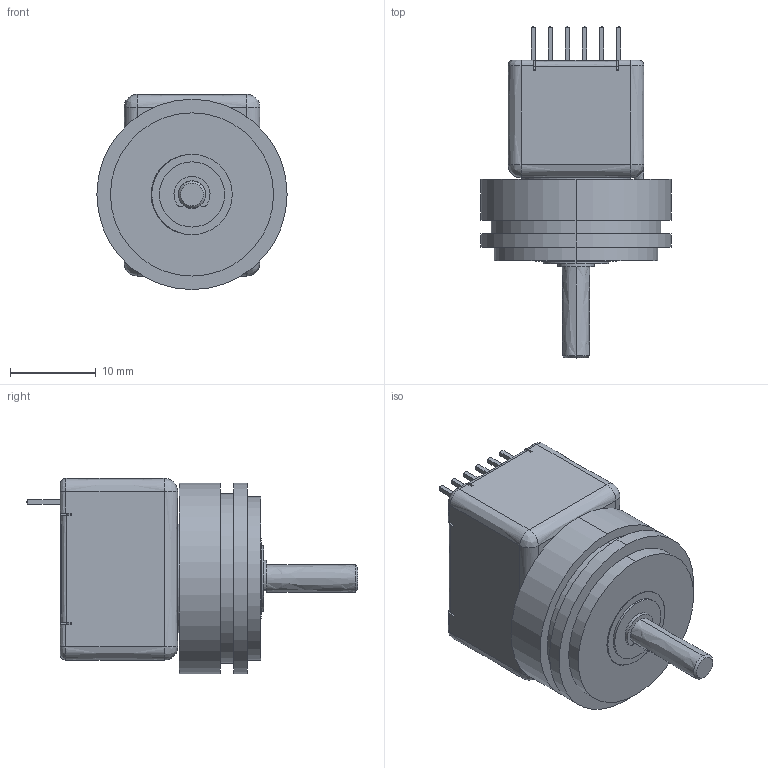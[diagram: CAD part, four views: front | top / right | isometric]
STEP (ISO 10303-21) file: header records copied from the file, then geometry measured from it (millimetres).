
FILE_DESCRIPTION((''),'2;1');
FILE_NAME('STAKED','2008-11-14T',('RICKB'),('Bourns, Inc.'),'PRO/ENGINEER BY PARAMETRIC TECHNOLOGY CORPORATION, 2004320','PRO/ENGINEER BY PARAMETRIC TECHNOLOGY CORPORATION, 2004320','');
FILE_SCHEMA(('AUTOMOTIVE_DESIGN_CC2 { 1 2 10303 214 -1 1 5 2 }'));
Length unit declared in the file: inch
Products named in the file (1): STAKED
Bounding box: 22.23 x 38.75 x 22.8 mm (x, y, z)
Volume: 8044.9 mm3; surface area: 3616.2 mm2
Topology: 1 solids, 1 shells, 636 faces, 1755 edges, 1144 vertices
Faces by surface type: bspline 636
Entity records: 31998 total; most frequent: CARTESIAN_POINT 12501, ORIENTED_EDGE 3510, DIRECTION 1903, PRESENTATION_STYLE_ASSIGNMENT 1756, STYLED_ITEM 1756, CURVE_STYLE 1755, EDGE_CURVE 1755, VECTOR 1395
